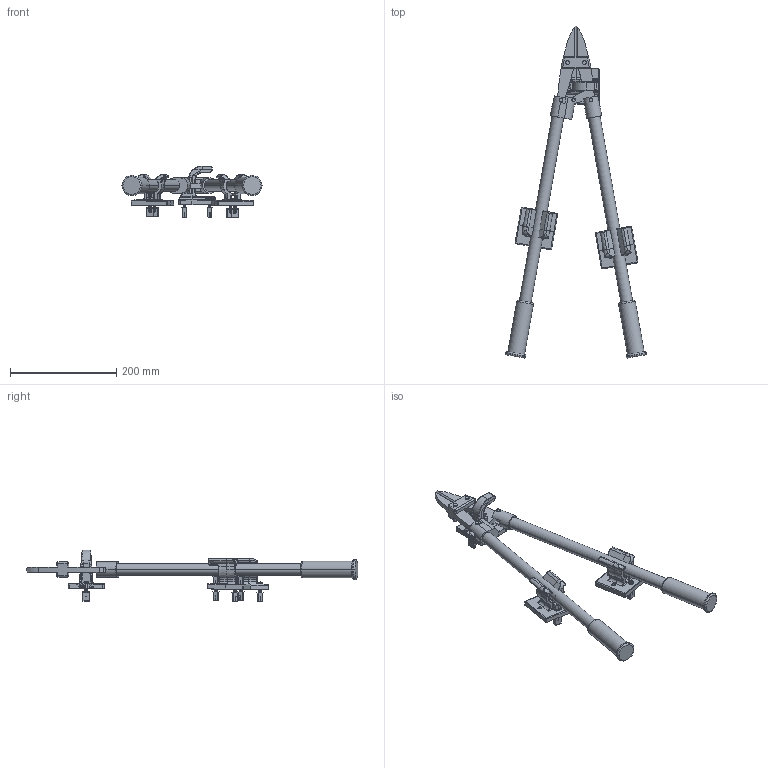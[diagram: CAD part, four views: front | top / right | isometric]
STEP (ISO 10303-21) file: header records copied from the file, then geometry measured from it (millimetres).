
FILE_DESCRIPTION (( 'STEP AP203' ), '1' );
FILE_NAME ('K5029-1.RB.STEP', '2020-06-17T17:54:22', ( 'admin' ), ( 'Hewlett-Packard Company' ), 'SwSTEP 2.0', 'SolidWorks 2019', '' );
FILE_SCHEMA (( 'CONFIG_CONTROL_DESIGN' ));
Length unit declared in the file: inch
Products named in the file (11): 7055; 1029P.RB; 1001P.RA; 2046; 7016; BOLT CUTTER; K5029-1.RB
Assembly tree (29 placements, depth 3):
  K5029-1.RB
    BOLT CUTTER
    7055
      2046  x2
      7016  x2
    7055
      2046  x2
      7016  x2
    1001P.RA  x2
    7055
      2046  x2
      7016  x2
    7055
      2046  x2
      7016  x2
    1029P.RB
    7055
      2046  x2
      7016  x2
Bounding box: 263.95 x 624.64 x 97.82 mm (x, y, z)
Volume: 774234.2 mm3; surface area: 195760.1 mm2
Topology: 34 solids, 34 shells, 3348 faces, 7781 edges, 4504 vertices
Faces by surface type: cone 1144, plane 929, bspline 714, cylinder 477, torus 76, sphere 8
Entity records: 60828 total; most frequent: CARTESIAN_POINT 32878, ORIENTED_EDGE 5962, DIRECTION 4675, EDGE_CURVE 2981, VERTEX_POINT 1777, AXIS2_PLACEMENT_3D 1645, VECTOR 1385, LINE 1385
